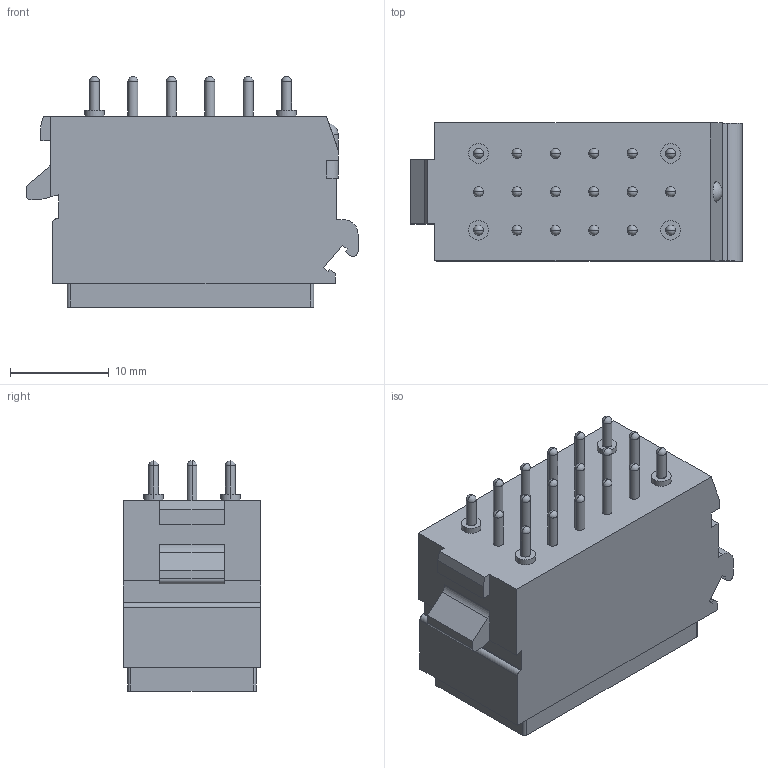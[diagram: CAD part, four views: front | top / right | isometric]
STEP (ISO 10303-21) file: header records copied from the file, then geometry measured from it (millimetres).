
FILE_DESCRIPTION((''),'2;1');
FILE_NAME('00175027102','2020-08-06T',('presta_be4'),(''),'CREO PARAMETRIC BY PTC INC, 2018360','CREO PARAMETRIC BY PTC INC, 2018360','');
FILE_SCHEMA(('CONFIG_CONTROL_DESIGN'));
Products named in the file (1): 00175027102
Bounding box: 33.7 x 14 x 23.42 mm (x, y, z)
Volume: 6403.8 mm3; surface area: 9155.9 mm2
Topology: 1 solids, 7 shells, 2865 faces, 7494 edges, 4742 vertices
Faces by surface type: plane 1365, cylinder 639, cone 552, torus 196, bspline 72, sphere 41
Entity records: 100526 total; most frequent: CARTESIAN_POINT 29360, DIRECTION 15175, ORIENTED_EDGE 14900, EDGE_CURVE 7450, AXIS2_PLACEMENT_3D 5762, VERTEX_POINT 4742, VECTOR 3651, LINE 3651
